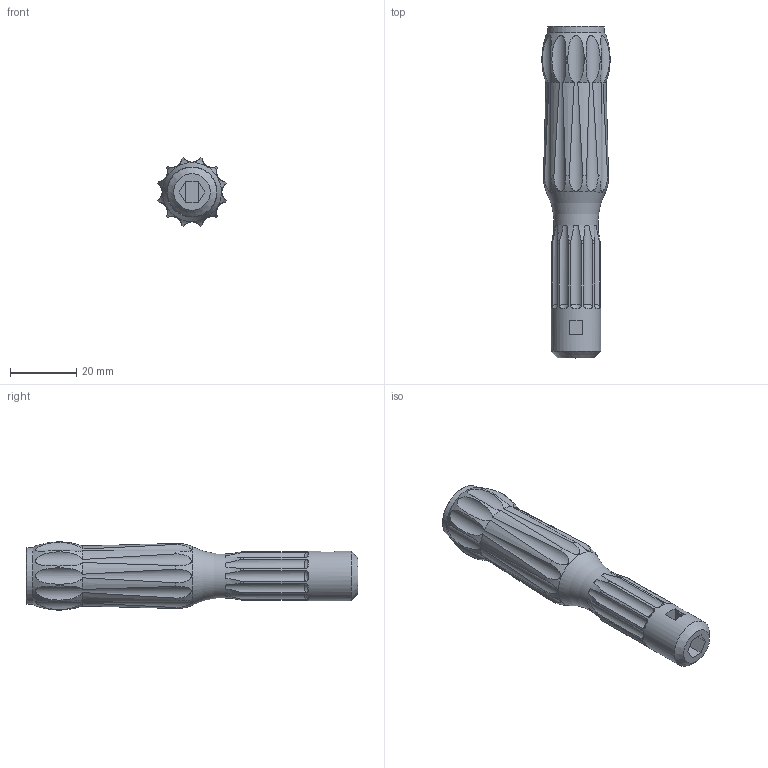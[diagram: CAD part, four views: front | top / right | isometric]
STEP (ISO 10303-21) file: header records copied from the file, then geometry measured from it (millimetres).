
FILE_DESCRIPTION(/* description */ (''),/* implementation_level */ '2;1');
FILE_NAME(/* name */ 'Screwdriver.stp',/* time_stamp */ '2016-03-06T11:50:29-08:00',/* author */ ('Kezat'),/* organization */ (''),/* preprocessor_version */ 'ST-DEVELOPER v16.1',/* originating_system */ 'Autodesk Inventor LT ',/* authorisation */ '');
FILE_SCHEMA (('AUTOMOTIVE_DESIGN { 1 0 10303 214 3 1 1 }'));
Length unit declared in the file: millimetre
Products named in the file (1): Bit driver long
Bounding box: 20.54 x 100 x 20.56 mm (x, y, z)
Volume: 21038.2 mm3; surface area: 6385.3 mm2
Topology: 1 solids, 1 shells, 105 faces, 321 edges, 219 vertices
Faces by surface type: plane 33, bspline 27, cylinder 26, cone 18, torus 1
Full cylindrical faces by diameter (mm): 3 x1, 15 x1
Entity records: 6233 total; most frequent: CARTESIAN_POINT 3654, ORIENTED_EDGE 616, DIRECTION 428, EDGE_CURVE 308, VERTEX_POINT 215, AXIS2_PLACEMENT_3D 178, B_SPLINE_CURVE_WITH_KNOTS 134, EDGE_LOOP 117
